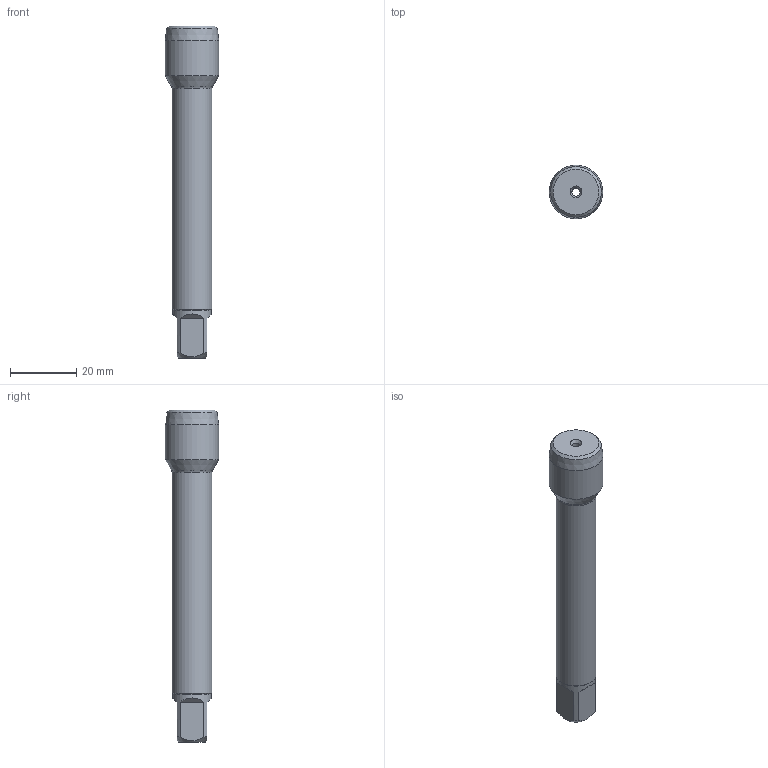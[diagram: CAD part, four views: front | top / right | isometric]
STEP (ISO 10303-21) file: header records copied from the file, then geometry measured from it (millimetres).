
FILE_DESCRIPTION(/* description */ (''),/* implementation_level */ '2;1');
FILE_NAME(/* name */ 'd602_20220505_194740_tb_1.stp',/* time_stamp */ '2022-05-05T19:49:29+02:00',/* author */ (''),/* organization */ ('SMS'),/* preprocessor_version */ 'ST-DEVELOPER v16.7',/* originating_system */ 'SIEMENS PLM Software NX 12.0',/* authorisation */ '');
FILE_SCHEMA (('AUTOMOTIVE_DESIGN { 1 0 10303 214 3 1 1 1 }'));
Length unit declared in the file: millimetre
Products named in the file (1): D602_20220505_194740_TB_1
Bounding box: 16.19 x 16.19 x 100 mm (x, y, z)
Volume: 11838.2 mm3; surface area: 4963.7 mm2
Topology: 1 solids, 1 shells, 22 faces, 113 edges, 157 vertices
Faces by surface type: plane 10, cone 7, cylinder 4, torus 1
Full cylindrical faces by diameter (mm): 2.5 x1, 11.52 x1, 12 x1, 16.188 x1
Entity records: 1153 total; most frequent: CARTESIAN_POINT 173, DIRECTION 159, ORIENTED_EDGE 74, LINE 71, VECTOR 71, STYLED_ITEM 65, PRESENTATION_STYLE_ASSIGNMENT 65, CURVE_STYLE 59
